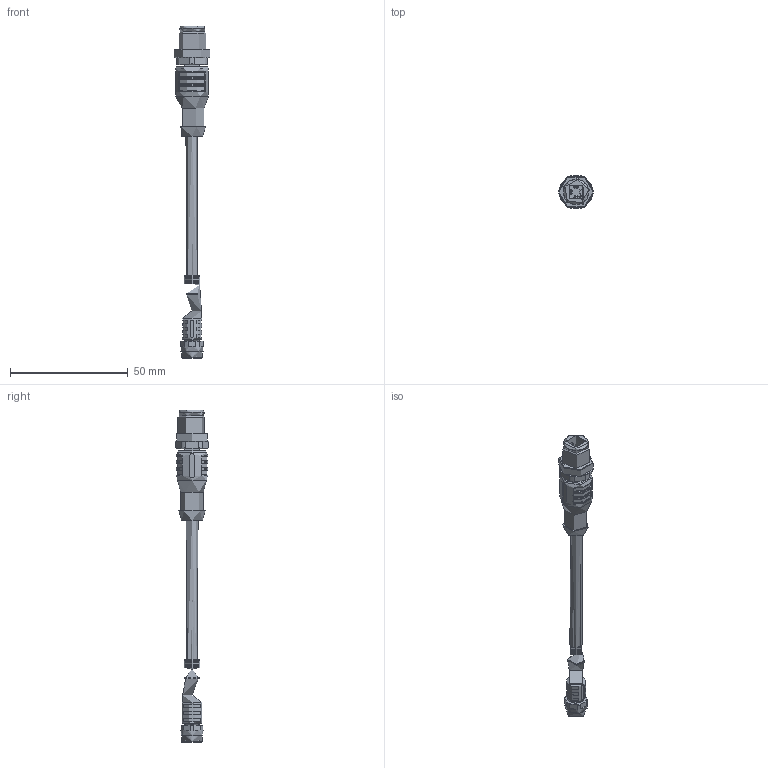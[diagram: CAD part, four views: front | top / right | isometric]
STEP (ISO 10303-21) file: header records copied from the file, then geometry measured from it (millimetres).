
FILE_DESCRIPTION(/* description */ (''),/* implementation_level */ '2;1');
FILE_NAME(/* name */ 'VKxxRF84.stp',/* time_stamp */ '2015-09-08T11:23:51+02:00',/* author */ ('Wattenberg'),/* organization */ (''),/* preprocessor_version */ 'ST-DEVELOPER v15.2',/* originating_system */ 'Autodesk Inventor 2014',/* authorisation */ '');
FILE_SCHEMA (('AUTOMOTIVE_DESIGN { 1 0 10303 214 3 1 1 }'));
Length unit declared in the file: millimetre
Products named in the file (3): dose_M8_grd_3pol; stk_M12_grd_3pol; VKxxRF84
Bounding box: 15 x 14.31 x 141.1 mm (x, y, z)
Volume: 8931.9 mm3; surface area: 5884.2 mm2
Topology: 2 solids, 3 shells, 438 faces, 1108 edges, 710 vertices
Faces by surface type: cylinder 161, plane 153, bspline 56, torus 43, cone 22, sphere 3
Full cylindrical faces by diameter (mm): 1 x3, 1.1 x3, 4.4 x1, 5.2 x1, 5.7 x1, 5.9 x1, 6.501 x4, 7.1 x1, 7.2 x2, 8 x1, 8.3 x1, 8.4 x1, 8.7 x1, 8.8 x1, 9.6 x1, 10.2 x1, 10.5 x1, 10.8 x1, 12 x1, 14 x1, 15 x1
Entity records: 15479 total; most frequent: CARTESIAN_POINT 5020, DIRECTION 2070, ORIENTED_EDGE 2048, EDGE_CURVE 1024, AXIS2_PLACEMENT_3D 835, VERTEX_POINT 678, EDGE_LOOP 526, STYLED_ITEM 440
